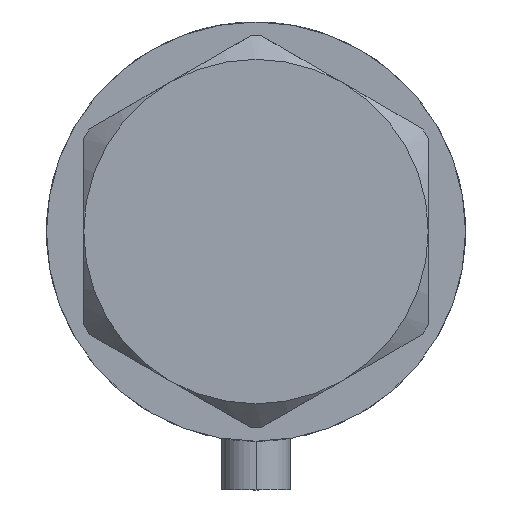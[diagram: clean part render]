
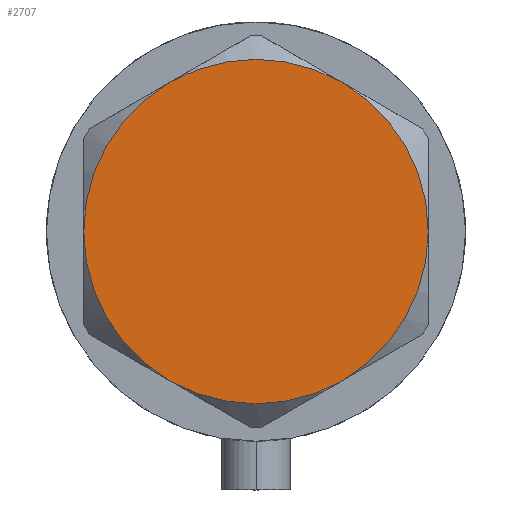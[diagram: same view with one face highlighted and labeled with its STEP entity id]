
A CAD part, left-side view. The second image highlights one B-rep face of the part: STEP entity #2707.
In plain terms, the highlighted face is planar.
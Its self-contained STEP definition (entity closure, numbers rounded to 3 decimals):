
#248 = CIRCLE ( 'NONE', #2521, 30. ) ;
#506 = ORIENTED_EDGE ( 'NONE', *, *, #2036, .T. ) ;
#693 = DIRECTION ( 'NONE',  ( 0., 0., 1. ) ) ;
#697 = CARTESIAN_POINT ( 'NONE',  ( -30., 0., 14.5 ) ) ;
#738 = AXIS2_PLACEMENT_3D ( 'NONE', #2884, #693, #2568 ) ;
#841 = DIRECTION ( 'NONE',  ( 1., 0., 0. ) ) ;
#937 = CARTESIAN_POINT ( 'NONE',  ( 0., 0., 14.5 ) ) ;
#961 = VERTEX_POINT ( 'NONE', #697 ) ;
#1097 = EDGE_CURVE ( 'NONE', #1248, #961, #1182, .T. ) ;
#1116 = CIRCLE ( 'NONE', #2830, 30. ) ;
#1182 = CIRCLE ( 'NONE', #3965, 30. ) ;
#1248 = VERTEX_POINT ( 'NONE', #2301 ) ;
#1261 = DIRECTION ( 'NONE',  ( 0., 0., 1. ) ) ;
#1301 = VERTEX_POINT ( 'NONE', #1896 ) ;
#1468 = CARTESIAN_POINT ( 'NONE',  ( 0., 0., 14.5 ) ) ;
#1653 = DIRECTION ( 'NONE',  ( 1., 0., 0. ) ) ;
#1724 = ORIENTED_EDGE ( 'NONE', *, *, #4446, .T. ) ;
#1819 = DIRECTION ( 'NONE',  ( 0., 0., 1. ) ) ;
#1896 = CARTESIAN_POINT ( 'NONE',  ( 15., 25.981, 14.5 ) ) ;
#1965 = AXIS2_PLACEMENT_3D ( 'NONE', #1468, #3185, #2858 ) ;
#2036 = EDGE_CURVE ( 'NONE', #3507, #3456, #3740, .T. ) ;
#2063 = AXIS2_PLACEMENT_3D ( 'NONE', #937, #1261, #1653 ) ;
#2095 = CARTESIAN_POINT ( 'NONE',  ( 0., 0., 14.5 ) ) ;
#2187 = CARTESIAN_POINT ( 'NONE',  ( 0., 0., 14.5 ) ) ;
#2233 = ORIENTED_EDGE ( 'NONE', *, *, #3414, .T. ) ;
#2249 = DIRECTION ( 'NONE',  ( 1., 0., 0. ) ) ;
#2301 = CARTESIAN_POINT ( 'NONE',  ( -15., 25.981, 14.5 ) ) ;
#2450 = DIRECTION ( 'NONE',  ( 1., 0., 0. ) ) ;
#2477 = FACE_OUTER_BOUND ( 'NONE', #3496, .T. ) ;
#2521 = AXIS2_PLACEMENT_3D ( 'NONE', #2095, #3534, #2450 ) ;
#2568 = DIRECTION ( 'NONE',  ( 1., 0., 0. ) ) ;
#2580 = DIRECTION ( 'NONE',  ( 0., 0., 1. ) ) ;
#2707 = ADVANCED_FACE ( 'NONE', ( #2477 ), #3943, .T. ) ;
#2830 = AXIS2_PLACEMENT_3D ( 'NONE', #2187, #1819, #4337 ) ;
#2858 = DIRECTION ( 'NONE',  ( 1., 0., 0. ) ) ;
#2884 = CARTESIAN_POINT ( 'NONE',  ( 0., 0., 14.5 ) ) ;
#2991 = AXIS2_PLACEMENT_3D ( 'NONE', #3274, #2580, #841 ) ;
#3093 = EDGE_CURVE ( 'NONE', #3299, #1301, #4710, .T. ) ;
#3185 = DIRECTION ( 'NONE',  ( 0., 0., 1. ) ) ;
#3199 = CARTESIAN_POINT ( 'NONE',  ( 15., -25.981, 14.5 ) ) ;
#3274 = CARTESIAN_POINT ( 'NONE',  ( 0., 0., 14.5 ) ) ;
#3288 = CARTESIAN_POINT ( 'NONE',  ( 0., 0., 14.5 ) ) ;
#3299 = VERTEX_POINT ( 'NONE', #4148 ) ;
#3328 = ORIENTED_EDGE ( 'NONE', *, *, #1097, .T. ) ;
#3414 = EDGE_CURVE ( 'NONE', #961, #3507, #248, .T. ) ;
#3456 = VERTEX_POINT ( 'NONE', #3199 ) ;
#3496 = EDGE_LOOP ( 'NONE', ( #4369, #4675, #1724, #3328, #2233, #506 ) ) ;
#3507 = VERTEX_POINT ( 'NONE', #3966 ) ;
#3516 = EDGE_CURVE ( 'NONE', #3456, #3299, #1116, .T. ) ;
#3534 = DIRECTION ( 'NONE',  ( 0., 0., 1. ) ) ;
#3740 = CIRCLE ( 'NONE', #738, 30. ) ;
#3943 = PLANE ( 'NONE',  #2991 ) ;
#3965 = AXIS2_PLACEMENT_3D ( 'NONE', #3288, #4695, #2249 ) ;
#3966 = CARTESIAN_POINT ( 'NONE',  ( -15., -25.981, 14.5 ) ) ;
#4125 = CIRCLE ( 'NONE', #2063, 30. ) ;
#4148 = CARTESIAN_POINT ( 'NONE',  ( 30., 0., 14.5 ) ) ;
#4337 = DIRECTION ( 'NONE',  ( 1., 0., 0. ) ) ;
#4369 = ORIENTED_EDGE ( 'NONE', *, *, #3516, .T. ) ;
#4446 = EDGE_CURVE ( 'NONE', #1301, #1248, #4125, .T. ) ;
#4675 = ORIENTED_EDGE ( 'NONE', *, *, #3093, .T. ) ;
#4695 = DIRECTION ( 'NONE',  ( 0., 0., 1. ) ) ;
#4710 = CIRCLE ( 'NONE', #1965, 30. ) ;
